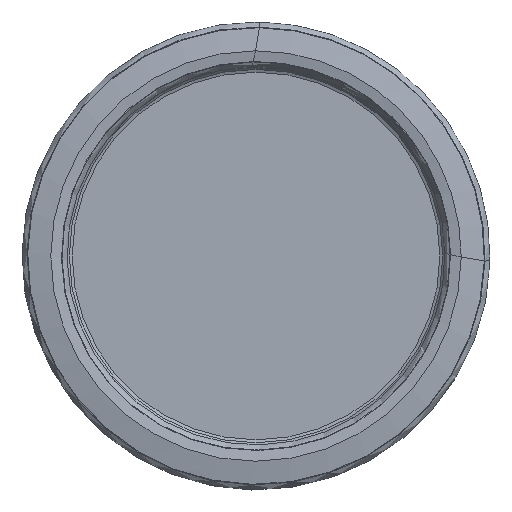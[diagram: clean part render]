
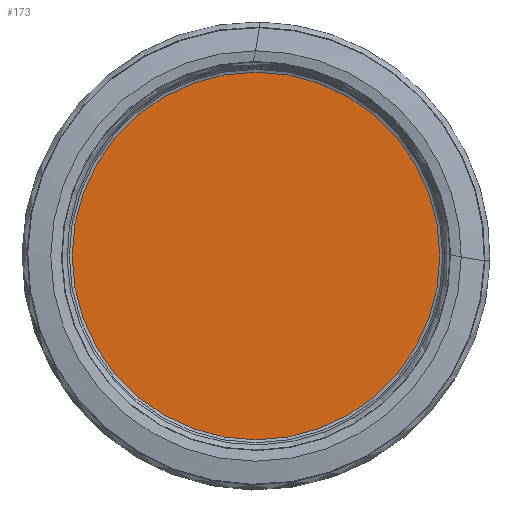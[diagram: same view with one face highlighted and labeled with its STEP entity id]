
A CAD part, left-side view. The second image highlights one B-rep face of the part: STEP entity #173.
In plain terms, the highlighted planar face has unit normal (-1, 0, 0).
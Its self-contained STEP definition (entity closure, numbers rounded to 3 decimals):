
#35=PLANE('',#776);
#173=ADVANCED_FACE('',(#254),#35,.F.);
#254=FACE_OUTER_BOUND('',#302,.T.);
#302=EDGE_LOOP('',(#537));
#371=CIRCLE('',#774,24.767);
#537=ORIENTED_EDGE('',*,*,#691,.T.);
#602=VERTEX_POINT('',#2699);
#691=EDGE_CURVE('',#602,#602,#371,.T.);
#774=AXIS2_PLACEMENT_3D('',#2698,#910,#911);
#776=AXIS2_PLACEMENT_3D('',#2701,#914,#915);
#910=DIRECTION('',(-1.,0.,0.));
#911=DIRECTION('',(0.,0.,1.));
#914=DIRECTION('',(1.,0.,0.));
#915=DIRECTION('',(0.,0.,-1.));
#2698=CARTESIAN_POINT('',(2.,0.,0.));
#2699=CARTESIAN_POINT('',(2.,0.,24.767));
#2701=CARTESIAN_POINT('',(2.,0.,0.));
